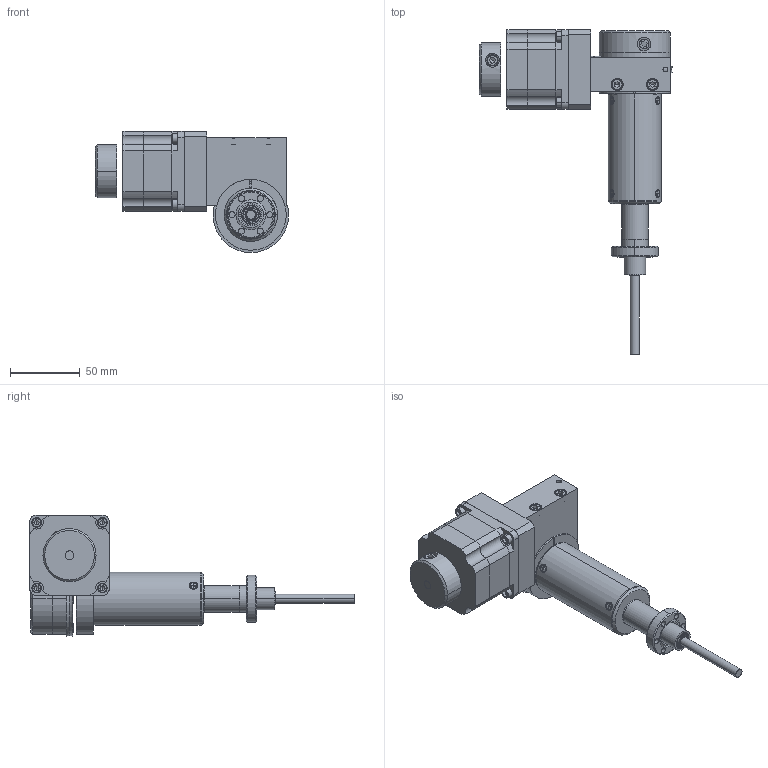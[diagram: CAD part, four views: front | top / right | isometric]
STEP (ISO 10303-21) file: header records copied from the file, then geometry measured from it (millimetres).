
FILE_DESCRIPTION (( 'STEP AP214' ), '1' );
FILE_NAME ('FRM-133-25_MS-W.STEP', '2019-01-31T20:15:38', ( '' ), ( '' ), 'SwSTEP 2.0', 'SolidWorks 2010', '' );
FILE_SCHEMA (( 'AUTOMOTIVE_DESIGN' ));
Length unit declared in the file: inch
Products named in the file (1): FRM-133-25_MS-W
Bounding box: 138.62 x 232.79 x 86.91 mm (x, y, z)
Surface area: 77088.9 mm2 (no closed solid volume)
Topology: 0 solids, 58 shells, 483 faces, 1471 edges, 1003 vertices
Faces by surface type: cylinder 208, plane 199, cone 60, torus 16
Entity records: 23920 total; most frequent: CARTESIAN_POINT 4309, DIRECTION 2998, ORIENTED_EDGE 2316, EDGE_CURVE 1457, AXIS2_PLACEMENT_3D 1117, VERTEX_POINT 1003, VECTOR 764, LINE 764
